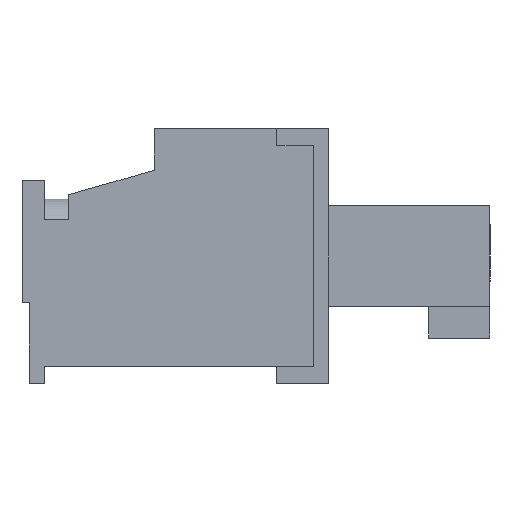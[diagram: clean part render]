
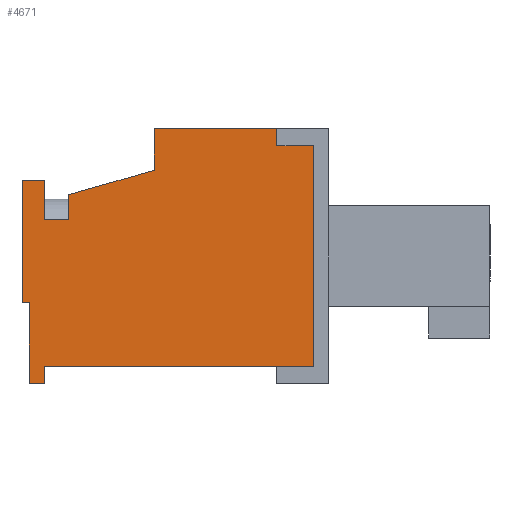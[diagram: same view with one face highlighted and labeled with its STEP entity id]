
A CAD part, left-side view. The second image highlights one B-rep face of the part: STEP entity #4671.
In plain terms, the highlighted planar face has unit normal (-1, 0, 0).
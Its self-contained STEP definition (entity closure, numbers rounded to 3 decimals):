
#4 = VERTEX_POINT ( 'NONE', #7237 ) ;
#57 = CARTESIAN_POINT ( 'NONE',  ( -3.5, 1.9, 6.661 ) ) ;
#67 = ORIENTED_EDGE ( 'NONE', *, *, #9599, .T. ) ;
#244 = CARTESIAN_POINT ( 'NONE',  ( -3.5, 4.5, 5.74 ) ) ;
#275 = ORIENTED_EDGE ( 'NONE', *, *, #1468, .T. ) ;
#284 = EDGE_LOOP ( 'NONE', ( #6579, #10741, #10981, #11017, #11028, #11125, #67, #275, #288, #386, #507, #553, #559, #652, #783, #6607 ) ) ;
#288 = ORIENTED_EDGE ( 'NONE', *, *, #2185, .F. ) ;
#386 = ORIENTED_EDGE ( 'NONE', *, *, #3498, .F. ) ;
#413 = VECTOR ( 'NONE', #6385, 1000. ) ;
#459 = AXIS2_PLACEMENT_3D ( 'NONE', #787, #9043, #3678 ) ;
#482 = LINE ( 'NONE', #8930, #413 ) ;
#503 = VECTOR ( 'NONE', #8090, 1000. ) ;
#507 = ORIENTED_EDGE ( 'NONE', *, *, #9289, .F. ) ;
#529 = LINE ( 'NONE', #57, #503 ) ;
#553 = ORIENTED_EDGE ( 'NONE', *, *, #2417, .F. ) ;
#559 = ORIENTED_EDGE ( 'NONE', *, *, #8163, .F. ) ;
#652 = ORIENTED_EDGE ( 'NONE', *, *, #7324, .T. ) ;
#730 = CARTESIAN_POINT ( 'NONE',  ( -3.5, -1.5, 5.76 ) ) ;
#783 = ORIENTED_EDGE ( 'NONE', *, *, #2872, .T. ) ;
#787 = CARTESIAN_POINT ( 'NONE',  ( -3.5, 0., 0. ) ) ;
#825 = VERTEX_POINT ( 'NONE', #6015 ) ;
#952 = VERTEX_POINT ( 'NONE', #5624 ) ;
#985 = VECTOR ( 'NONE', #2248, 1000. ) ;
#1005 = CARTESIAN_POINT ( 'NONE',  ( -3.5, 4.5, -5.24 ) ) ;
#1027 = LINE ( 'NONE', #8602, #985 ) ;
#1468 = EDGE_CURVE ( 'NONE', #2498, #11135, #11101, .T. ) ;
#1497 = VERTEX_POINT ( 'NONE', #3129 ) ;
#1567 = CARTESIAN_POINT ( 'NONE',  ( -3.5, -3.1, 6.66 ) ) ;
#1724 = VECTOR ( 'NONE', #6450, 1000. ) ;
#1740 = VECTOR ( 'NONE', #8813, 1000. ) ;
#1817 = LINE ( 'NONE', #5290, #1740 ) ;
#1851 = LINE ( 'NONE', #10577, #1724 ) ;
#1917 = CARTESIAN_POINT ( 'NONE',  ( -3.5, -5.2, -3.74 ) ) ;
#2185 = EDGE_CURVE ( 'NONE', #825, #11135, #8134, .T. ) ;
#2206 = VERTEX_POINT ( 'NONE', #6873 ) ;
#2248 = DIRECTION ( 'NONE',  ( 0., 0., 1. ) ) ;
#2417 = EDGE_CURVE ( 'NONE', #10885, #4, #7221, .T. ) ;
#2446 = DIRECTION ( 'NONE',  ( 0., 0., -1. ) ) ;
#2498 = VERTEX_POINT ( 'NONE', #1917 ) ;
#2585 = VERTEX_POINT ( 'NONE', #3922 ) ;
#2647 = EDGE_CURVE ( 'NONE', #2206, #2585, #6234, .T. ) ;
#2872 = EDGE_CURVE ( 'NONE', #3047, #6219, #4909, .T. ) ;
#3047 = VERTEX_POINT ( 'NONE', #1567 ) ;
#3121 = CARTESIAN_POINT ( 'NONE',  ( -3.5, -4.5, -5.24 ) ) ;
#3129 = CARTESIAN_POINT ( 'NONE',  ( -3.5, -4.5, -3.74 ) ) ;
#3318 = CARTESIAN_POINT ( 'NONE',  ( -3.5, -5.2, -5.24 ) ) ;
#3333 = DIRECTION ( 'NONE',  ( 0., 0., 1. ) ) ;
#3381 = DIRECTION ( 'NONE',  ( 0., 0., 1. ) ) ;
#3490 = CARTESIAN_POINT ( 'NONE',  ( -3.5, 1.9, 6.36 ) ) ;
#3498 = EDGE_CURVE ( 'NONE', #7448, #825, #1851, .T. ) ;
#3611 = CARTESIAN_POINT ( 'NONE',  ( -3.5, -3.1, 4.76 ) ) ;
#3678 = DIRECTION ( 'NONE',  ( 0., 0., 1. ) ) ;
#3922 = CARTESIAN_POINT ( 'NONE',  ( -3.5, 5.2, 6.36 ) ) ;
#4125 = EDGE_CURVE ( 'NONE', #8797, #952, #10029, .T. ) ;
#4237 = DIRECTION ( 'NONE',  ( 0., -1., 0. ) ) ;
#4559 = DIRECTION ( 'NONE',  ( 0., -1., 0. ) ) ;
#4671 = ADVANCED_FACE ( 'NONE', ( #5822 ), #8198, .T. ) ;
#4753 = EDGE_CURVE ( 'NONE', #1497, #7927, #4896, .T. ) ;
#4777 = DIRECTION ( 'NONE',  ( 0., 0., -1. ) ) ;
#4794 = VECTOR ( 'NONE', #2446, 1000. ) ;
#4800 = VECTOR ( 'NONE', #4889, 1000. ) ;
#4889 = DIRECTION ( 'NONE',  ( 0., 1., 0. ) ) ;
#4896 = LINE ( 'NONE', #9565, #4794 ) ;
#4909 = LINE ( 'NONE', #8469, #4800 ) ;
#5005 = CARTESIAN_POINT ( 'NONE',  ( -3.5, -3.1, 5.76 ) ) ;
#5054 = VECTOR ( 'NONE', #3381, 1000. ) ;
#5212 = LINE ( 'NONE', #7950, #5054 ) ;
#5247 = EDGE_CURVE ( 'NONE', #952, #2585, #1027, .T. ) ;
#5290 = CARTESIAN_POINT ( 'NONE',  ( -3.5, -3.1, 5.76 ) ) ;
#5624 = CARTESIAN_POINT ( 'NONE',  ( -3.5, 5.2, 5.74 ) ) ;
#5822 = FACE_OUTER_BOUND ( 'NONE', #284, .T. ) ;
#5868 = CARTESIAN_POINT ( 'NONE',  ( -3.5, 0.946, 5.74 ) ) ;
#5921 = CARTESIAN_POINT ( 'NONE',  ( -3.5, -4.5, -3.74 ) ) ;
#6015 = CARTESIAN_POINT ( 'NONE',  ( -3.5, -3.5, 1.26 ) ) ;
#6124 = VECTOR ( 'NONE', #8884, 1000. ) ;
#6219 = VERTEX_POINT ( 'NONE', #10924 ) ;
#6234 = LINE ( 'NONE', #3490, #6124 ) ;
#6353 = CARTESIAN_POINT ( 'NONE',  ( -3.5, -2.5, 4.76 ) ) ;
#6385 = DIRECTION ( 'NONE',  ( 0., 0., -1. ) ) ;
#6450 = DIRECTION ( 'NONE',  ( 0., -0.275, -0.962 ) ) ;
#6579 = ORIENTED_EDGE ( 'NONE', *, *, #2647, .T. ) ;
#6607 = ORIENTED_EDGE ( 'NONE', *, *, #8585, .T. ) ;
#6694 = CARTESIAN_POINT ( 'NONE',  ( -3.5, -1.5, 5.76 ) ) ;
#6827 = DIRECTION ( 'NONE',  ( 0., -1., 0. ) ) ;
#6873 = CARTESIAN_POINT ( 'NONE',  ( -3.5, 1.9, 6.36 ) ) ;
#6977 = VECTOR ( 'NONE', #4777, 1000. ) ;
#7146 = CARTESIAN_POINT ( 'NONE',  ( -3.5, 4.5, -5.24 ) ) ;
#7147 = VERTEX_POINT ( 'NONE', #5005 ) ;
#7221 = LINE ( 'NONE', #6694, #6977 ) ;
#7237 = CARTESIAN_POINT ( 'NONE',  ( -3.5, -1.5, 4.76 ) ) ;
#7324 = EDGE_CURVE ( 'NONE', #7147, #3047, #5212, .T. ) ;
#7448 = VERTEX_POINT ( 'NONE', #6353 ) ;
#7841 = LINE ( 'NONE', #5921, #7860 ) ;
#7860 = VECTOR ( 'NONE', #6827, 1000. ) ;
#7927 = VERTEX_POINT ( 'NONE', #3121 ) ;
#7950 = CARTESIAN_POINT ( 'NONE',  ( -3.5, -3.1, 5.76 ) ) ;
#7997 = DIRECTION ( 'NONE',  ( 0., -1., 0. ) ) ;
#8027 = VECTOR ( 'NONE', #4237, 1000. ) ;
#8090 = DIRECTION ( 'NONE',  ( 0., 0., -1. ) ) ;
#8134 = LINE ( 'NONE', #11175, #8027 ) ;
#8163 = EDGE_CURVE ( 'NONE', #7147, #10885, #1817, .T. ) ;
#8198 = PLANE ( 'NONE',  #459 ) ;
#8213 = CARTESIAN_POINT ( 'NONE',  ( -3.5, -5.2, 1.26 ) ) ;
#8469 = CARTESIAN_POINT ( 'NONE',  ( -3.5, -5.2, 6.66 ) ) ;
#8569 = EDGE_CURVE ( 'NONE', #8797, #11180, #482, .T. ) ;
#8585 = EDGE_CURVE ( 'NONE', #6219, #2206, #529, .T. ) ;
#8602 = CARTESIAN_POINT ( 'NONE',  ( -3.5, 5.2, 5.74 ) ) ;
#8797 = VERTEX_POINT ( 'NONE', #244 ) ;
#8813 = DIRECTION ( 'NONE',  ( 0., 1., 0. ) ) ;
#8884 = DIRECTION ( 'NONE',  ( 0., 1., 0. ) ) ;
#8930 = CARTESIAN_POINT ( 'NONE',  ( -3.5, 4.5, 6.66 ) ) ;
#9020 = VECTOR ( 'NONE', #4559, 1000. ) ;
#9043 = DIRECTION ( 'NONE',  ( -1., 0., 0. ) ) ;
#9145 = LINE ( 'NONE', #3611, #9020 ) ;
#9188 = EDGE_CURVE ( 'NONE', #11180, #7927, #9662, .T. ) ;
#9289 = EDGE_CURVE ( 'NONE', #4, #7448, #9145, .T. ) ;
#9553 = VECTOR ( 'NONE', #7997, 1000. ) ;
#9565 = CARTESIAN_POINT ( 'NONE',  ( -3.5, -4.5, -3.74 ) ) ;
#9599 = EDGE_CURVE ( 'NONE', #1497, #2498, #7841, .T. ) ;
#9662 = LINE ( 'NONE', #7146, #9553 ) ;
#10011 = VECTOR ( 'NONE', #10818, 1000. ) ;
#10029 = LINE ( 'NONE', #5868, #10011 ) ;
#10577 = CARTESIAN_POINT ( 'NONE',  ( -3.5, -3.5, 1.26 ) ) ;
#10741 = ORIENTED_EDGE ( 'NONE', *, *, #5247, .F. ) ;
#10818 = DIRECTION ( 'NONE',  ( 0., 1., 0. ) ) ;
#10885 = VERTEX_POINT ( 'NONE', #730 ) ;
#10924 = CARTESIAN_POINT ( 'NONE',  ( -3.5, 1.9, 6.66 ) ) ;
#10981 = ORIENTED_EDGE ( 'NONE', *, *, #4125, .F. ) ;
#11017 = ORIENTED_EDGE ( 'NONE', *, *, #8569, .T. ) ;
#11028 = ORIENTED_EDGE ( 'NONE', *, *, #9188, .T. ) ;
#11101 = LINE ( 'NONE', #3318, #11124 ) ;
#11124 = VECTOR ( 'NONE', #3333, 1000. ) ;
#11125 = ORIENTED_EDGE ( 'NONE', *, *, #4753, .F. ) ;
#11135 = VERTEX_POINT ( 'NONE', #8213 ) ;
#11175 = CARTESIAN_POINT ( 'NONE',  ( -3.5, -3.5, 1.26 ) ) ;
#11180 = VERTEX_POINT ( 'NONE', #1005 ) ;
